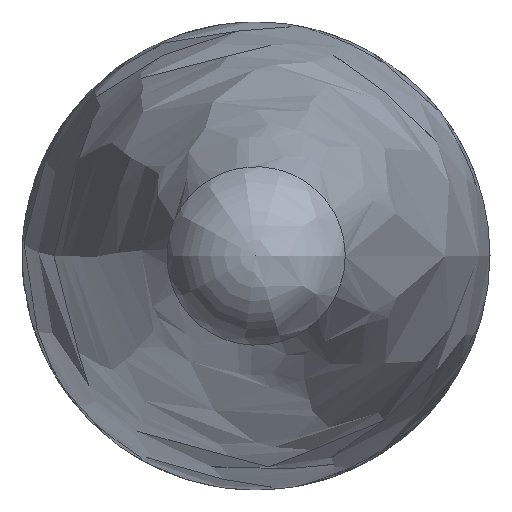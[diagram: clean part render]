
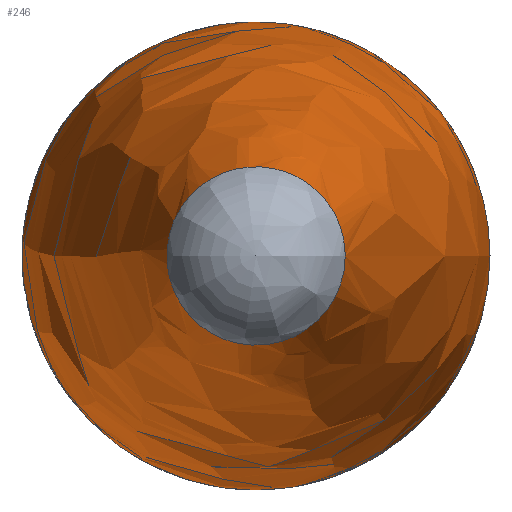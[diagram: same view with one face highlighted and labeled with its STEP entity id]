
A CAD part, left-side view. The second image highlights one B-rep face of the part: STEP entity #246.
In plain terms, the highlighted free-form (B-spline) face has degree [5, 3] with [6, 5] control points.
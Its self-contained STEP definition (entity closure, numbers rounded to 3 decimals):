
#84 = CARTESIAN_POINT ('', (24.118, -5., 0.));
#85 = VERTEX_POINT ('', #84);
#93 = CARTESIAN_POINT ('', (24.118, -5., 0.));
#94 = CARTESIAN_POINT ('', (24.118, -5., -20.));
#95 = CARTESIAN_POINT ('', (24.118, 15., -10.));
#96 = CARTESIAN_POINT ('', (24.118, 15., 10.));
#97 = CARTESIAN_POINT ('', (24.118, -5., 20.));
#98 = CARTESIAN_POINT ('', (24.118, -5., 0.));
#99 = (
   BOUNDED_CURVE ()
   B_SPLINE_CURVE (5, (#93, #94, #95, #96, #97, #98), .UNSPECIFIED., .T., .U.)
   B_SPLINE_CURVE_WITH_KNOTS ((6, 6), (0., 1.), .UNSPECIFIED.)
   CURVE ()
   GEOMETRIC_REPRESENTATION_ITEM ()
   RATIONAL_B_SPLINE_CURVE ((5., 1., 1., 1., 1., 5.))
   REPRESENTATION_ITEM ('')
);
#100 = EDGE_CURVE ('', #85, #85, #99, .T.);
#134 = CARTESIAN_POINT ('', (1.395, -1.906, 0.));
#135 = VERTEX_POINT ('', #134);
#147 = CARTESIAN_POINT ('', (1.395, -1.906, 0.));
#148 = CARTESIAN_POINT ('', (1.395, -1.906, -7.626));
#149 = CARTESIAN_POINT ('', (1.395, 5.719, -3.813));
#150 = CARTESIAN_POINT ('', (1.395, 5.719, 3.813));
#151 = CARTESIAN_POINT ('', (1.395, -1.906, 7.626));
#152 = CARTESIAN_POINT ('', (1.395, -1.906, 0.));
#153 = (
   BOUNDED_CURVE ()
   B_SPLINE_CURVE (5, (#147, #148, #149, #150, #151, #152), .UNSPECIFIED., .T., .U.)
   B_SPLINE_CURVE_WITH_KNOTS ((6, 6), (0., 1.), .UNSPECIFIED.)
   CURVE ()
   GEOMETRIC_REPRESENTATION_ITEM ()
   RATIONAL_B_SPLINE_CURVE ((5., 1., 1., 1., 1., 5.))
   REPRESENTATION_ITEM ('')
);
#154 = EDGE_CURVE ('', #135, #135, #153, .T.);
#202 = CARTESIAN_POINT ('', (1.395, -1.906, 0.));
#203 = CARTESIAN_POINT ('', (5.321, -2.995, 0.));
#204 = CARTESIAN_POINT ('', (12.857, -4.513, 0.));
#205 = CARTESIAN_POINT ('', (20.525, -5., 0.));
#206 = CARTESIAN_POINT ('', (24.118, -5., 0.));
#207 = B_SPLINE_CURVE_WITH_KNOTS ('', 3, (#202, #203, #204, #205, #206), .UNSPECIFIED., .F., .U., (4, 1, 4), (0., 0.531, 1.), .UNSPECIFIED.);
#208 = EDGE_CURVE ('', #135, #85, #207, .T.);
#209 = ORIENTED_EDGE ('', *, *, #208, .F.);
#210 = ORIENTED_EDGE ('', *, *, #154, .T.);
#211 = ORIENTED_EDGE ('', *, *, #208, .T.);
#212 = ORIENTED_EDGE ('', *, *, #100, .F.);
#213 = EDGE_LOOP ('', (#209, #210, #211, #212));
#214 = FACE_OUTER_BOUND ('', #213, .T.);
#215 = CARTESIAN_POINT ('', (1.395, -1.906, 0.));
#216 = CARTESIAN_POINT ('', (5.321, -2.995, 0.));
#217 = CARTESIAN_POINT ('', (12.857, -4.513, 0.));
#218 = CARTESIAN_POINT ('', (20.525, -5., 0.));
#219 = CARTESIAN_POINT ('', (24.118, -5., 0.));
#220 = CARTESIAN_POINT ('', (1.395, -1.906, -7.626));
#221 = CARTESIAN_POINT ('', (5.321, -2.995, -11.982));
#222 = CARTESIAN_POINT ('', (12.857, -4.513, -18.052));
#223 = CARTESIAN_POINT ('', (20.525, -5., -20.));
#224 = CARTESIAN_POINT ('', (24.118, -5., -20.));
#225 = CARTESIAN_POINT ('', (1.395, 5.719, -3.813));
#226 = CARTESIAN_POINT ('', (5.321, 8.986, -5.991));
#227 = CARTESIAN_POINT ('', (12.857, 13.539, -9.026));
#228 = CARTESIAN_POINT ('', (20.525, 15., -10.));
#229 = CARTESIAN_POINT ('', (24.118, 15., -10.));
#230 = CARTESIAN_POINT ('', (1.395, 5.719, 3.813));
#231 = CARTESIAN_POINT ('', (5.321, 8.986, 5.991));
#232 = CARTESIAN_POINT ('', (12.857, 13.539, 9.026));
#233 = CARTESIAN_POINT ('', (20.525, 15., 10.));
#234 = CARTESIAN_POINT ('', (24.118, 15., 10.));
#235 = CARTESIAN_POINT ('', (1.395, -1.906, 7.626));
#236 = CARTESIAN_POINT ('', (5.321, -2.995, 11.982));
#237 = CARTESIAN_POINT ('', (12.857, -4.513, 18.052));
#238 = CARTESIAN_POINT ('', (20.525, -5., 20.));
#239 = CARTESIAN_POINT ('', (24.118, -5., 20.));
#240 = CARTESIAN_POINT ('', (1.395, -1.906, 0.));
#241 = CARTESIAN_POINT ('', (5.321, -2.995, 0.));
#242 = CARTESIAN_POINT ('', (12.857, -4.513, 0.));
#243 = CARTESIAN_POINT ('', (20.525, -5., 0.));
#244 = CARTESIAN_POINT ('', (24.118, -5., 0.));
#245 = (
   BOUNDED_SURFACE ()
   B_SPLINE_SURFACE (5, 3, ((#215, #216, #217, #218, #219), (#220, #221, #222, #223, #224), (#225, #226, #227, #228, #229), (#230, #231, #232, #233, #234), (#235, #236, #237, #238, #239), (#240, #241, #242, #243, #244)), .UNSPECIFIED., .T., .F., .U.)
   B_SPLINE_SURFACE_WITH_KNOTS ((6, 6), (4, 1, 4), (0., 1.), (0., 0.531, 1.), .UNSPECIFIED.)
   SURFACE ()
   GEOMETRIC_REPRESENTATION_ITEM ()
   RATIONAL_B_SPLINE_SURFACE (((5., 5., 5., 5., 5.), (1., 1., 1., 1., 1.), (1., 1., 1., 1., 1.), (1., 1., 1., 1., 1.), (1., 1., 1., 1., 1.), (5., 5., 5., 5., 5.)))
   REPRESENTATION_ITEM ('')
);
#246 = ADVANCED_FACE ('', (#214), #245, .T.);
